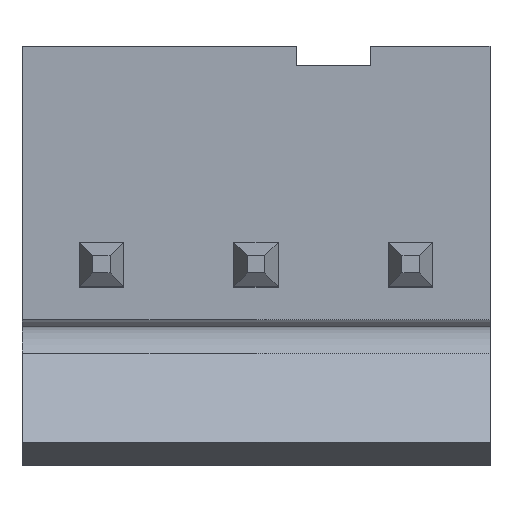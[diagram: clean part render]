
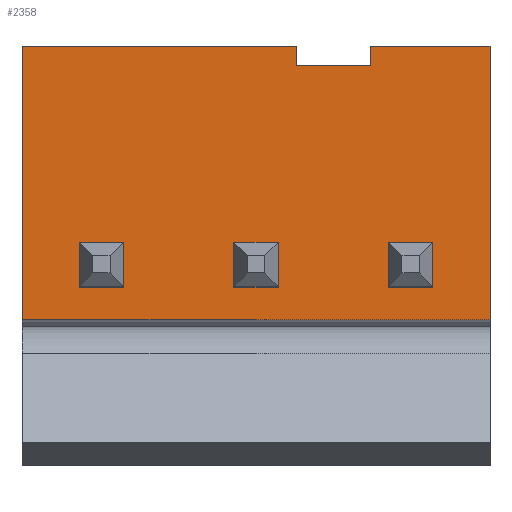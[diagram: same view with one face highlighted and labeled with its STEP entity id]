
A CAD part, top view. The second image highlights one B-rep face of the part: STEP entity #2358.
In plain terms, the highlighted planar face has unit normal (0, 0, 1).
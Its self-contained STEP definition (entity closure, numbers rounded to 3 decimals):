
#347=ORIENTED_EDGE('',*,*,#669,.T.);
#348=ORIENTED_EDGE('',*,*,#574,.T.);
#349=ORIENTED_EDGE('',*,*,#571,.T.);
#350=ORIENTED_EDGE('',*,*,#568,.T.);
#351=ORIENTED_EDGE('',*,*,#564,.T.);
#352=ORIENTED_EDGE('',*,*,#625,.F.);
#353=ORIENTED_EDGE('',*,*,#668,.F.);
#354=ORIENTED_EDGE('',*,*,#671,.T.);
#355=ORIENTED_EDGE('',*,*,#672,.T.);
#356=ORIENTED_EDGE('',*,*,#673,.T.);
#357=ORIENTED_EDGE('',*,*,#674,.T.);
#358=ORIENTED_EDGE('',*,*,#675,.T.);
#359=ORIENTED_EDGE('',*,*,#676,.T.);
#360=ORIENTED_EDGE('',*,*,#677,.T.);
#361=ORIENTED_EDGE('',*,*,#678,.T.);
#362=ORIENTED_EDGE('',*,*,#679,.T.);
#363=ORIENTED_EDGE('',*,*,#680,.T.);
#364=ORIENTED_EDGE('',*,*,#681,.T.);
#365=ORIENTED_EDGE('',*,*,#682,.T.);
#366=ORIENTED_EDGE('',*,*,#683,.T.);
#564=EDGE_CURVE('',#771,#772,#941,.T.);
#568=EDGE_CURVE('',#775,#771,#945,.T.);
#571=EDGE_CURVE('',#777,#775,#948,.T.);
#574=EDGE_CURVE('',#779,#777,#951,.T.);
#625=EDGE_CURVE('',#817,#772,#997,.T.);
#668=EDGE_CURVE('',#842,#817,#1034,.T.);
#669=EDGE_CURVE('',#843,#779,#1035,.T.);
#671=EDGE_CURVE('',#842,#843,#1037,.T.);
#672=EDGE_CURVE('',#844,#845,#1038,.T.);
#673=EDGE_CURVE('',#845,#846,#1039,.T.);
#674=EDGE_CURVE('',#846,#847,#1040,.T.);
#675=EDGE_CURVE('',#847,#844,#1041,.T.);
#676=EDGE_CURVE('',#848,#849,#1042,.T.);
#677=EDGE_CURVE('',#849,#850,#1043,.T.);
#678=EDGE_CURVE('',#850,#851,#1044,.T.);
#679=EDGE_CURVE('',#851,#848,#1045,.T.);
#680=EDGE_CURVE('',#852,#853,#1046,.T.);
#681=EDGE_CURVE('',#853,#854,#1047,.T.);
#682=EDGE_CURVE('',#854,#855,#1048,.T.);
#683=EDGE_CURVE('',#855,#852,#1049,.T.);
#771=VERTEX_POINT('',#3070);
#772=VERTEX_POINT('',#3071);
#775=VERTEX_POINT('',#3079);
#777=VERTEX_POINT('',#3085);
#779=VERTEX_POINT('',#3091);
#817=VERTEX_POINT('',#3195);
#842=VERTEX_POINT('',#3280);
#843=VERTEX_POINT('',#3284);
#844=VERTEX_POINT('',#3289);
#845=VERTEX_POINT('',#3290);
#846=VERTEX_POINT('',#3292);
#847=VERTEX_POINT('',#3294);
#848=VERTEX_POINT('',#3297);
#849=VERTEX_POINT('',#3298);
#850=VERTEX_POINT('',#3300);
#851=VERTEX_POINT('',#3302);
#852=VERTEX_POINT('',#3305);
#853=VERTEX_POINT('',#3306);
#854=VERTEX_POINT('',#3308);
#855=VERTEX_POINT('',#3310);
#941=LINE('',#3069,#1160);
#945=LINE('',#3078,#1164);
#948=LINE('',#3084,#1167);
#951=LINE('',#3090,#1170);
#997=LINE('',#3196,#1216);
#1034=LINE('',#3281,#1253);
#1035=LINE('',#3283,#1254);
#1037=LINE('',#3287,#1256);
#1038=LINE('',#3288,#1257);
#1039=LINE('',#3291,#1258);
#1040=LINE('',#3293,#1259);
#1041=LINE('',#3295,#1260);
#1042=LINE('',#3296,#1261);
#1043=LINE('',#3299,#1262);
#1044=LINE('',#3301,#1263);
#1045=LINE('',#3303,#1264);
#1046=LINE('',#3304,#1265);
#1047=LINE('',#3307,#1266);
#1048=LINE('',#3309,#1267);
#1049=LINE('',#3311,#1268);
#1160=VECTOR('',#2623,1000.);
#1164=VECTOR('',#2629,1000.);
#1167=VECTOR('',#2634,1000.);
#1170=VECTOR('',#2639,1000.);
#1216=VECTOR('',#2727,1000.);
#1253=VECTOR('',#2810,1000.);
#1254=VECTOR('',#2813,1000.);
#1256=VECTOR('',#2817,1000.);
#1257=VECTOR('',#2818,1000.);
#1258=VECTOR('',#2819,1000.);
#1259=VECTOR('',#2820,1000.);
#1260=VECTOR('',#2821,1000.);
#1261=VECTOR('',#2822,1000.);
#1262=VECTOR('',#2823,1000.);
#1263=VECTOR('',#2824,1000.);
#1264=VECTOR('',#2825,1000.);
#1265=VECTOR('',#2826,1000.);
#1266=VECTOR('',#2827,1000.);
#1267=VECTOR('',#2828,1000.);
#1268=VECTOR('',#2829,1000.);
#1390=EDGE_LOOP('',(#347,#348,#349,#350,#351,#352,#353,#354));
#1391=EDGE_LOOP('',(#355,#356,#357,#358));
#1392=EDGE_LOOP('',(#359,#360,#361,#362));
#1393=EDGE_LOOP('',(#363,#364,#365,#366));
#1495=FACE_BOUND('',#1390,.T.);
#1496=FACE_BOUND('',#1391,.T.);
#1497=FACE_BOUND('',#1392,.T.);
#1498=FACE_BOUND('',#1393,.T.);
#1589=PLANE('',#2472);
#2358=ADVANCED_FACE('',(#1495,#1496,#1497,#1498),#1589,.T.);
#2472=AXIS2_PLACEMENT_3D('',#3286,#2815,#2816);
#2623=DIRECTION('',(1.,0.,0.));
#2629=DIRECTION('',(0.,-1.,0.));
#2634=DIRECTION('',(1.,0.,0.));
#2639=DIRECTION('',(0.,1.,0.));
#2727=DIRECTION('',(0.,-1.,0.));
#2810=DIRECTION('',(1.,0.,0.));
#2813=DIRECTION('',(1.,0.,0.));
#2815=DIRECTION('',(0.,0.,1.));
#2816=DIRECTION('',(0.,-1.,0.));
#2817=DIRECTION('',(0.,-1.,0.));
#2818=DIRECTION('',(-1.,0.,0.));
#2819=DIRECTION('',(0.,1.,0.));
#2820=DIRECTION('',(1.,0.,0.));
#2821=DIRECTION('',(0.,-1.,0.));
#2822=DIRECTION('',(-1.,0.,0.));
#2823=DIRECTION('',(0.,1.,0.));
#2824=DIRECTION('',(1.,0.,0.));
#2825=DIRECTION('',(0.,-1.,0.));
#2826=DIRECTION('',(-1.,0.,0.));
#2827=DIRECTION('',(0.,1.,0.));
#2828=DIRECTION('',(1.,0.,0.));
#2829=DIRECTION('',(0.,-1.,0.));
#3069=CARTESIAN_POINT('',(-5.995,-1.975,1.6));
#3070=CARTESIAN_POINT('',(-1.03,-1.975,1.6));
#3071=CARTESIAN_POINT('',(5.995,-1.975,1.6));
#3078=CARTESIAN_POINT('',(-1.03,-1.475,1.6));
#3079=CARTESIAN_POINT('',(-1.03,-1.475,1.6));
#3084=CARTESIAN_POINT('',(-2.93,-1.475,1.6));
#3085=CARTESIAN_POINT('',(-2.93,-1.475,1.6));
#3090=CARTESIAN_POINT('',(-2.93,-1.975,1.6));
#3091=CARTESIAN_POINT('',(-2.93,-1.975,1.6));
#3195=CARTESIAN_POINT('',(5.995,5.025,1.6));
#3196=CARTESIAN_POINT('',(5.995,-1.975,1.6));
#3280=CARTESIAN_POINT('',(-5.995,5.025,1.6));
#3281=CARTESIAN_POINT('',(-5.995,5.025,1.6));
#3283=CARTESIAN_POINT('',(-5.995,-1.975,1.6));
#3284=CARTESIAN_POINT('',(-5.995,-1.975,1.6));
#3286=CARTESIAN_POINT('',(-5.995,-1.975,1.6));
#3287=CARTESIAN_POINT('',(-5.995,-1.975,1.6));
#3288=CARTESIAN_POINT('',(0.57,3.055,1.6));
#3289=CARTESIAN_POINT('',(0.57,3.055,1.6));
#3290=CARTESIAN_POINT('',(-0.57,3.055,1.6));
#3291=CARTESIAN_POINT('',(-0.57,3.055,1.6));
#3292=CARTESIAN_POINT('',(-0.57,4.195,1.6));
#3293=CARTESIAN_POINT('',(-0.57,4.195,1.6));
#3294=CARTESIAN_POINT('',(0.57,4.195,1.6));
#3295=CARTESIAN_POINT('',(0.57,4.195,1.6));
#3296=CARTESIAN_POINT('',(-3.39,3.055,1.6));
#3297=CARTESIAN_POINT('',(-3.39,3.055,1.6));
#3298=CARTESIAN_POINT('',(-4.53,3.055,1.6));
#3299=CARTESIAN_POINT('',(-4.53,3.055,1.6));
#3300=CARTESIAN_POINT('',(-4.53,4.195,1.6));
#3301=CARTESIAN_POINT('',(-4.53,4.195,1.6));
#3302=CARTESIAN_POINT('',(-3.39,4.195,1.6));
#3303=CARTESIAN_POINT('',(-3.39,4.195,1.6));
#3304=CARTESIAN_POINT('',(4.53,3.055,1.6));
#3305=CARTESIAN_POINT('',(4.53,3.055,1.6));
#3306=CARTESIAN_POINT('',(3.39,3.055,1.6));
#3307=CARTESIAN_POINT('',(3.39,3.055,1.6));
#3308=CARTESIAN_POINT('',(3.39,4.195,1.6));
#3309=CARTESIAN_POINT('',(3.39,4.195,1.6));
#3310=CARTESIAN_POINT('',(4.53,4.195,1.6));
#3311=CARTESIAN_POINT('',(4.53,4.195,1.6));
